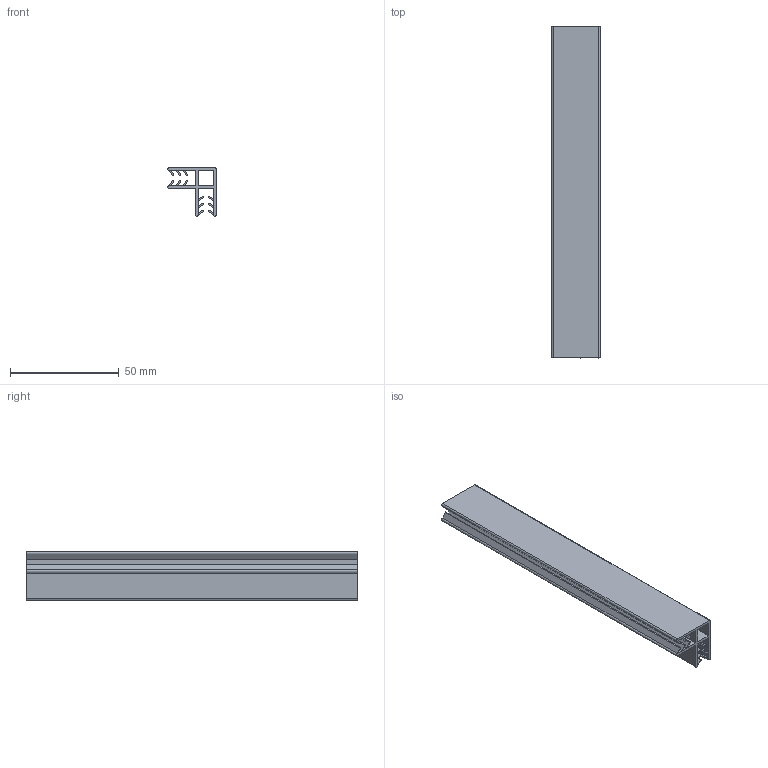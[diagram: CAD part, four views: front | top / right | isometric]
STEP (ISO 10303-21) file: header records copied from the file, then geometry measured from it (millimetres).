
FILE_DESCRIPTION((''),'2;1');
FILE_NAME('SG1935.STP', '2021-02-25T21:39:17',(''), (''), 'KCM Version 2.0.6974.6974', 'KeyCreator Pro', '');
FILE_SCHEMA(('AUTOMOTIVE_DESIGN'));
Length unit declared in the file: inch
Bounding box: 22.23 x 152.4 x 22.23 mm (x, y, z)
Volume: 19445 mm3; surface area: 38167.5 mm2
Topology: 13 solids, 13 shells, 98 faces, 216 edges, 144 vertices
Faces by surface type: plane 76, cylinder 22
Entity records: 2785 total; most frequent: CARTESIAN_POINT 459, DIRECTION 458, ORIENTED_EDGE 432, EDGE_CURVE 216, VECTOR 172, LINE 172, VERTEX_POINT 144, AXIS2_PLACEMENT_3D 143
